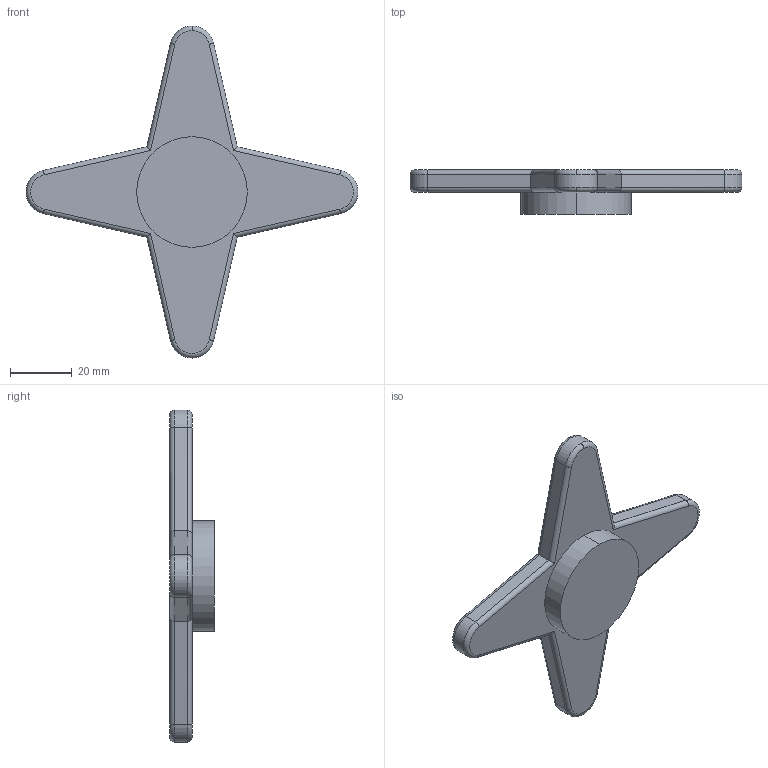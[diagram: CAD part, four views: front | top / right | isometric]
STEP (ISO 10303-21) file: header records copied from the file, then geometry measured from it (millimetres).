
FILE_DESCRIPTION (( 'STEP AP203' ), '1' );
FILE_NAME ('坋趼.ST', '2026-01-17T04:41:47', ( '' ), ( '' ), 'SwSTEP 2.0', 'SolidWorks 2024', '' );
FILE_SCHEMA (( 'CONFIG_CONTROL_DESIGN' ));
Length unit declared in the file: millimetre
Products named in the file (1): 十字
Bounding box: 107.14 x 14.29 x 107.14 mm (x, y, z)
Volume: 35151 mm3; surface area: 10802.7 mm2
Topology: 1 solids, 1 shells, 44 faces, 99 edges, 58 vertices
Faces by surface type: cylinder 23, plane 11, torus 10
Entity records: 1292 total; most frequent: CARTESIAN_POINT 226, DIRECTION 225, ORIENTED_EDGE 198, EDGE_CURVE 99, AXIS2_PLACEMENT_3D 89, VERTEX_POINT 58, LINE 47, VECTOR 47
